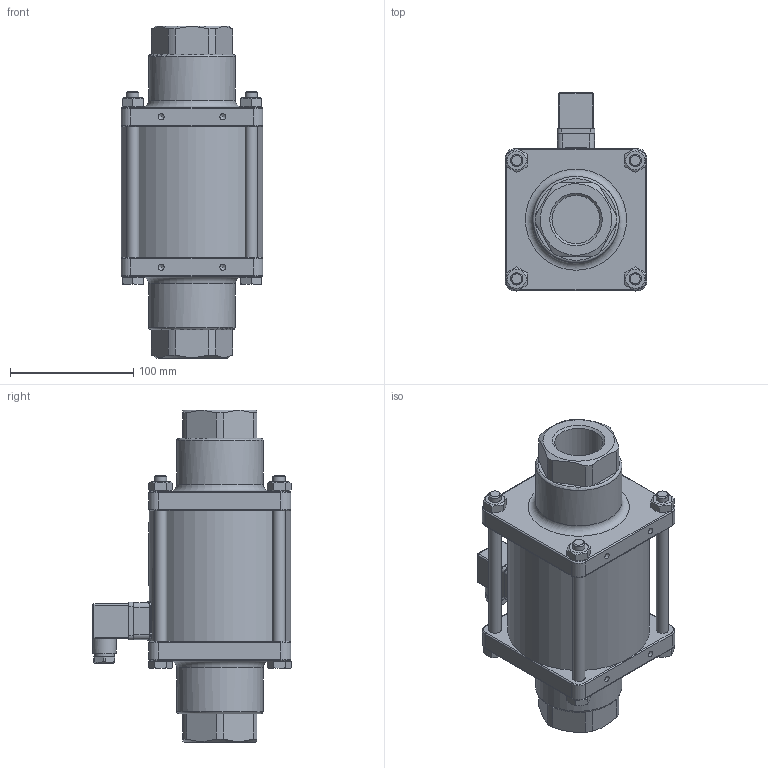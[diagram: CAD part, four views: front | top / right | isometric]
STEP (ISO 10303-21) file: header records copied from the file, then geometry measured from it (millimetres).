
FILE_DESCRIPTION(/* description */ (''),/* implementation_level */ '2;1');
FILE_NAME(/* name */ 'Typ 270 DN32 G54.stp',/* time_stamp */ '2019-10-07T15:39:36+02:00',/* author */ ('keikmeier'),/* organization */ (''),/* preprocessor_version */ 'ST-DEVELOPER v15.2',/* originating_system */ 'Autodesk Inventor 2014',/* authorisation */ '');
FILE_SCHEMA (('CONFIG_CONTROL_DESIGN'));
Length unit declared in the file: centimetre
Products named in the file (1): Typ 270 DN32 G54
Bounding box: 115 x 160.81 x 269 mm (x, y, z)
Volume: 2000649.6 mm3; surface area: 150071.6 mm2
Topology: 1 solids, 1 shells, 372 faces, 867 edges, 529 vertices
Faces by surface type: plane 171, cylinder 107, cone 55, torus 33, sphere 5, bspline 1
Full cylindrical faces by diameter (mm): 2 x1, 4.917 x4, 7.2 x1, 9.6 x1, 10 x8, 10.5 x8, 15.6 x4, 16 x1, 18.9 x1, 38.952 x2, 70 x2, 115 x1
Entity records: 10666 total; most frequent: CARTESIAN_POINT 2413, DIRECTION 1690, ORIENTED_EDGE 1538, EDGE_CURVE 769, AXIS2_PLACEMENT_3D 710, VERTEX_POINT 498, EDGE_LOOP 479, FACE_OUTER_BOUND 372
